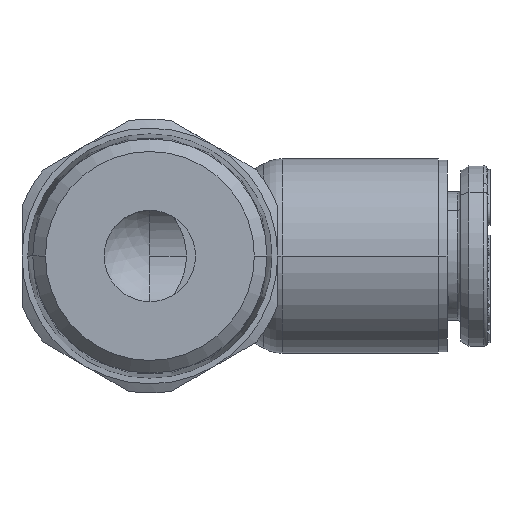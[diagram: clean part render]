
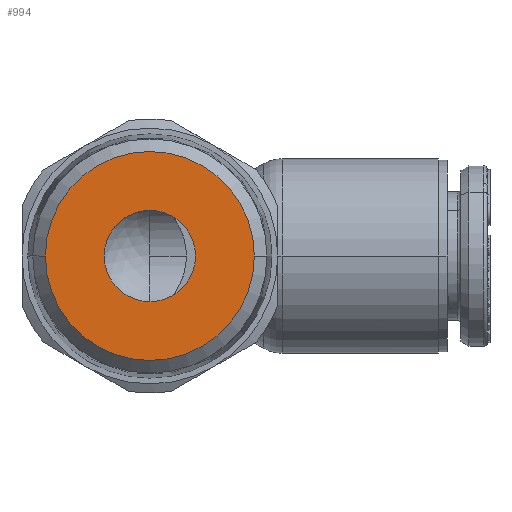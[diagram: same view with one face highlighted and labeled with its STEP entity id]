
A CAD part, front view. The second image highlights one B-rep face of the part: STEP entity #994.
In plain terms, the highlighted planar face has unit normal (0, -1, 0).
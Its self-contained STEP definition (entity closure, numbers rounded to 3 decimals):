
#994=ADVANCED_FACE('',(#2619,#2620),#2621,.T.);
#2619=FACE_OUTER_BOUND('',#5083,.T.);
#2620=FACE_BOUND('',#5084,.T.);
#2621=PLANE('',#5085);
#5083=EDGE_LOOP('',(#9276,#9277));
#5084=EDGE_LOOP('',(#9278,#9279));
#5085=AXIS2_PLACEMENT_3D('',#9280,#9281,#9282);
#9276=ORIENTED_EDGE('',*,*,#15820,.F.);
#9277=ORIENTED_EDGE('',*,*,#15821,.F.);
#9278=ORIENTED_EDGE('',*,*,#15822,.F.);
#9279=ORIENTED_EDGE('',*,*,#15823,.F.);
#9280=CARTESIAN_POINT('',(0.0,-32.05,0.0));
#9281=DIRECTION('',(0.0,-1.0,0.0));
#9282=DIRECTION('',(0.0,0.0,-1.0));
#15820=EDGE_CURVE('',#18913,#18914,#18915,.T.);
#15821=EDGE_CURVE('',#18914,#18913,#18916,.T.);
#15822=EDGE_CURVE('',#18917,#18918,#18919,.T.);
#15823=EDGE_CURVE('',#18918,#18917,#18920,.T.);
#18913=VERTEX_POINT('',#23802);
#18914=VERTEX_POINT('',#23803);
#18915=CIRCLE('',#23804,5.719);
#18916=CIRCLE('',#23805,5.719);
#18917=VERTEX_POINT('',#23806);
#18918=VERTEX_POINT('',#23807);
#18919=CIRCLE('',#23808,2.5);
#18920=CIRCLE('',#23809,2.5);
#23802=CARTESIAN_POINT('',(5.719,-32.05,0.0));
#23803=CARTESIAN_POINT('',(-5.719,-32.05,0.));
#23804=AXIS2_PLACEMENT_3D('',#30658,#30659,#30660);
#23805=AXIS2_PLACEMENT_3D('',#30661,#30662,#30663);
#23806=CARTESIAN_POINT('',(0.0,-32.05,2.5));
#23807=CARTESIAN_POINT('',(0.,-32.05,-2.5));
#23808=AXIS2_PLACEMENT_3D('',#30664,#30665,#30666);
#23809=AXIS2_PLACEMENT_3D('',#30667,#30668,#30669);
#30658=CARTESIAN_POINT('',(0.0,-32.05,0.0));
#30659=DIRECTION('',(0.0,1.0,0.0));
#30660=DIRECTION('',(-1.0,0.0,0.0));
#30661=CARTESIAN_POINT('',(0.0,-32.05,0.0));
#30662=DIRECTION('',(0.0,1.0,0.0));
#30663=DIRECTION('',(-1.0,0.0,0.0));
#30664=CARTESIAN_POINT('',(0.0,-32.05,0.0));
#30665=DIRECTION('',(0.0,-1.0,0.0));
#30666=DIRECTION('',(0.0,0.0,1.0));
#30667=CARTESIAN_POINT('',(0.0,-32.05,0.0));
#30668=DIRECTION('',(0.0,-1.0,0.0));
#30669=DIRECTION('',(0.0,0.0,1.0));
